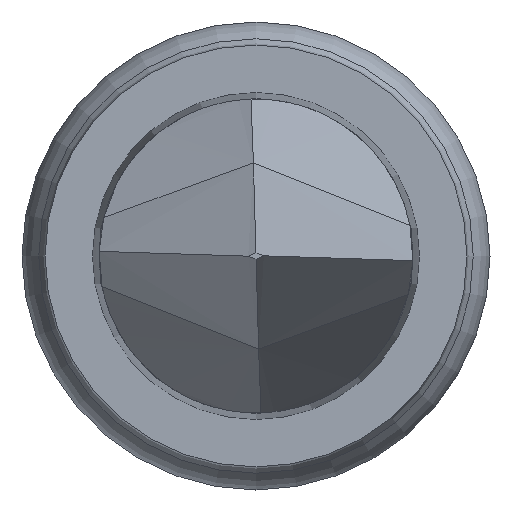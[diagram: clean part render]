
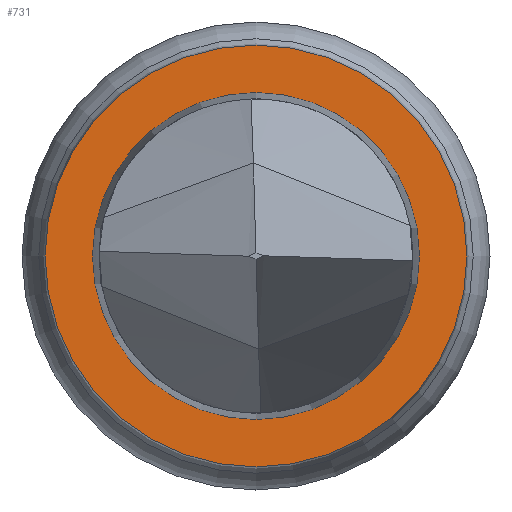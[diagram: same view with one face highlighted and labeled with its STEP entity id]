
A CAD part, left-side view. The second image highlights one B-rep face of the part: STEP entity #731.
In plain terms, the highlighted planar face has unit normal (-1, 0, 0).
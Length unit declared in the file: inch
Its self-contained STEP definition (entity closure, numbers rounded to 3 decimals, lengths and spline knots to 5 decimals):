
#89 = EDGE_CURVE ( 'NONE', #240, #240, #391, .T. ) ;
#100 = VERTEX_POINT ( 'NONE', #1792 ) ;
#156 = CARTESIAN_POINT ( 'NONE',  ( 0., 0.02725, 0. ) ) ;
#167 = FACE_OUTER_BOUND ( 'NONE', #1410, .T. ) ;
#228 = CARTESIAN_POINT ( 'NONE',  ( 0., 0., -0.01879 ) ) ;
#240 = VERTEX_POINT ( 'NONE', #228 ) ;
#391 = CIRCLE ( 'NONE', #1978, 0.01879 ) ;
#545 = DIRECTION ( 'NONE',  ( 1., 0., 0. ) ) ;
#582 = CIRCLE ( 'NONE', #1449, 0.02425 ) ;
#606 = ORIENTED_EDGE ( 'NONE', *, *, #975, .F. ) ;
#612 = AXIS2_PLACEMENT_3D ( 'NONE', #156, #784, #1395 ) ;
#731 = ADVANCED_FACE ( 'NONE', ( #941, #167 ), #1127, .F. ) ;
#784 = DIRECTION ( 'NONE',  ( 1., 0., 0. ) ) ;
#941 = FACE_BOUND ( 'NONE', #1780, .T. ) ;
#975 = EDGE_CURVE ( 'NONE', #100, #100, #582, .T. ) ;
#1085 = ORIENTED_EDGE ( 'NONE', *, *, #89, .T. ) ;
#1127 = PLANE ( 'NONE',  #612 ) ;
#1168 = DIRECTION ( 'NONE',  ( 0., 0., -1. ) ) ;
#1395 = DIRECTION ( 'NONE',  ( 0., 0., -1. ) ) ;
#1410 = EDGE_LOOP ( 'NONE', ( #606 ) ) ;
#1413 = DIRECTION ( 'NONE',  ( 0., 0., -1. ) ) ;
#1443 = CARTESIAN_POINT ( 'NONE',  ( 0., 0., 0. ) ) ;
#1444 = CARTESIAN_POINT ( 'NONE',  ( 0., 0., 0. ) ) ;
#1449 = AXIS2_PLACEMENT_3D ( 'NONE', #1443, #1918, #1413 ) ;
#1780 = EDGE_LOOP ( 'NONE', ( #1085 ) ) ;
#1792 = CARTESIAN_POINT ( 'NONE',  ( 0., 0., -0.02425 ) ) ;
#1918 = DIRECTION ( 'NONE',  ( 1., 0., 0. ) ) ;
#1978 = AXIS2_PLACEMENT_3D ( 'NONE', #1444, #545, #1168 ) ;
